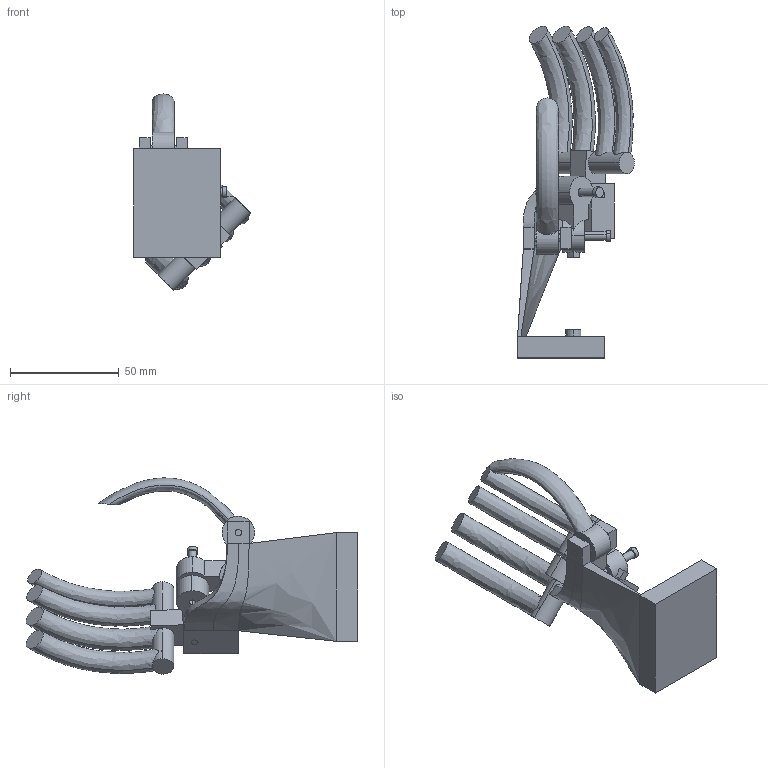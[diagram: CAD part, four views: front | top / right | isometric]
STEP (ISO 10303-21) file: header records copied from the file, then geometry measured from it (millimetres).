
FILE_DESCRIPTION (( 'STEP AP214' ), '1' );
FILE_NAME ('Assem2.STEP', '2017-12-17T00:02:11', ( 'Windows Kullanýcýsý' ), ( '' ), 'SwSTEP 2.0', 'SolidWorks 2018', '' );
FILE_SCHEMA (( 'AUTOMOTIVE_DESIGN' ));
Length unit declared in the file: millimetre
Products named in the file (11): 623_PART2; Assem2; 623; 4 Fingers; Mid_Link; Platform; 623_PART1; Thumb; Link_Connector; Shaft; 623_PART3
Assembly tree (22 placements, depth 3):
  Assem2
    Platform
    4 Fingers
    Thumb
    Mid_Link
    623  x5
      623_PART1
      623_PART2
      623_PART3
    Link_Connector  x2
    Shaft  x2
Bounding box: 53.72 x 152.53 x 90.14 mm (x, y, z)
Volume: 72048.2 mm3; surface area: 35226.4 mm2
Topology: 54 solids, 54 shells, 455 faces, 1057 edges, 657 vertices
Faces by surface type: cylinder 153, plane 102, torus 90, sphere 70, bspline 20, cone 20
Entity records: 7632 total; most frequent: CARTESIAN_POINT 2582, DIRECTION 1024, ORIENTED_EDGE 896, EDGE_CURVE 448, AXIS2_PLACEMENT_3D 416, VERTEX_POINT 280, EDGE_LOOP 240, CIRCLE 208
